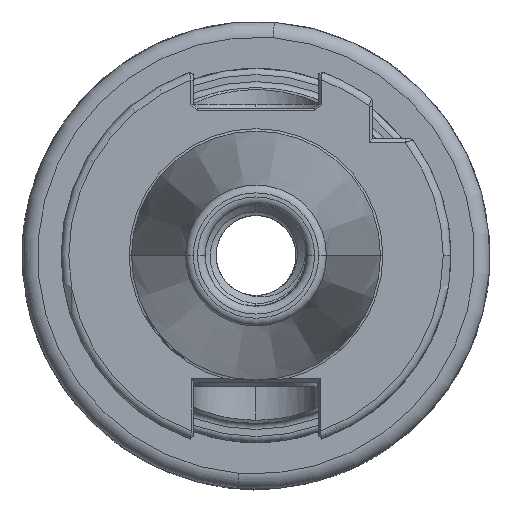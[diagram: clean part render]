
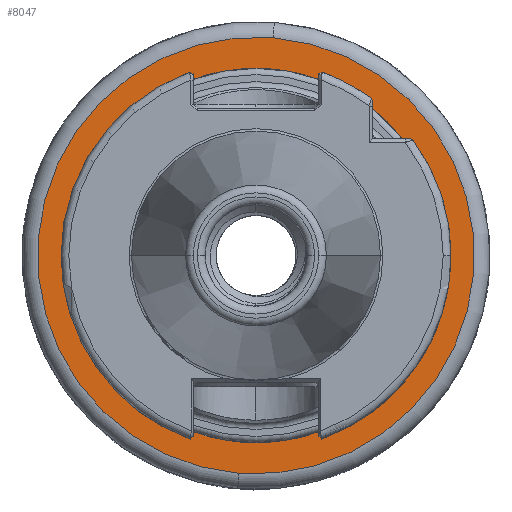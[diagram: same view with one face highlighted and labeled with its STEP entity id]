
A CAD part, left-side view. The second image highlights one B-rep face of the part: STEP entity #8047.
In plain terms, the highlighted face is planar.
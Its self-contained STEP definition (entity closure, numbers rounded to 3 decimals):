
#584 = DIRECTION ( 'NONE',  ( 0., -1., 0. ) ) ;
#590 = DIRECTION ( 'NONE',  ( 1., 0., 0. ) ) ;
#592 = CARTESIAN_POINT ( 'NONE',  ( 0., 0., 0. ) ) ;
#878 = CARTESIAN_POINT ( 'NONE',  ( 0., 28., 0. ) ) ;
#981 = CARTESIAN_POINT ( 'NONE',  ( 0., -24., 0. ) ) ;
#991 = CARTESIAN_POINT ( 'NONE',  ( 0., -28., 0. ) ) ;
#995 = CARTESIAN_POINT ( 'NONE',  ( 0., 24., 0. ) ) ;
#6001 = DIRECTION ( 'NONE',  ( 0., -1., 0. ) ) ;
#6003 = CARTESIAN_POINT ( 'NONE',  ( 0., -18.141, 0. ) ) ;
#6008 = PLANE ( 'NONE',  #17277 ) ;
#6018 = DIRECTION ( 'NONE',  ( -1., 0., 0. ) ) ;
#6552 = AXIS2_PLACEMENT_3D ( 'NONE', #592, #590, #584 ) ;
#6678 = AXIS2_PLACEMENT_3D ( 'NONE', #35308, #35295, #35315 ) ;
#8047 = ADVANCED_FACE ( 'NONE', ( #21436, #21456 ), #6008, .F. ) ;
#10050 = EDGE_LOOP ( 'NONE', ( #26782, #26753 ) ) ;
#10133 = EDGE_LOOP ( 'NONE', ( #26749, #26754 ) ) ;
#17277 = AXIS2_PLACEMENT_3D ( 'NONE', #6003, #6018, #6001 ) ;
#18464 = EDGE_CURVE ( 'NONE', #26673, #26706, #20879, .T. ) ;
#18486 = EDGE_CURVE ( 'NONE', #26643, #26609, #21031, .T. ) ;
#18996 = EDGE_CURVE ( 'NONE', #26706, #26673, #30421, .T. ) ;
#19121 = EDGE_CURVE ( 'NONE', #26609, #26643, #30536, .T. ) ;
#20879 = CIRCLE ( 'NONE', #24360, 24. ) ;
#21031 = CIRCLE ( 'NONE', #24374, 28. ) ;
#21436 = FACE_OUTER_BOUND ( 'NONE', #10133, .T. ) ;
#21456 = FACE_BOUND ( 'NONE', #10050, .T. ) ;
#24360 = AXIS2_PLACEMENT_3D ( 'NONE', #27812, #27835, #27823 ) ;
#24374 = AXIS2_PLACEMENT_3D ( 'NONE', #27953, #28052, #28019 ) ;
#26609 = VERTEX_POINT ( 'NONE', #878 ) ;
#26643 = VERTEX_POINT ( 'NONE', #991 ) ;
#26673 = VERTEX_POINT ( 'NONE', #981 ) ;
#26706 = VERTEX_POINT ( 'NONE', #995 ) ;
#26749 = ORIENTED_EDGE ( 'NONE', *, *, #18486, .T. ) ;
#26753 = ORIENTED_EDGE ( 'NONE', *, *, #18464, .T. ) ;
#26754 = ORIENTED_EDGE ( 'NONE', *, *, #19121, .T. ) ;
#26782 = ORIENTED_EDGE ( 'NONE', *, *, #18996, .T. ) ;
#27812 = CARTESIAN_POINT ( 'NONE',  ( 0., 0., 0. ) ) ;
#27823 = DIRECTION ( 'NONE',  ( 0., -1., 0. ) ) ;
#27835 = DIRECTION ( 'NONE',  ( -1., 0., 0. ) ) ;
#27953 = CARTESIAN_POINT ( 'NONE',  ( 0., 0., 0. ) ) ;
#28019 = DIRECTION ( 'NONE',  ( 0., -1., 0. ) ) ;
#28052 = DIRECTION ( 'NONE',  ( 1., 0., 0. ) ) ;
#30421 = CIRCLE ( 'NONE', #6678, 24. ) ;
#30536 = CIRCLE ( 'NONE', #6552, 28. ) ;
#35295 = DIRECTION ( 'NONE',  ( -1., 0., 0. ) ) ;
#35308 = CARTESIAN_POINT ( 'NONE',  ( 0., 0., 0. ) ) ;
#35315 = DIRECTION ( 'NONE',  ( 0., -1., 0. ) ) ;
